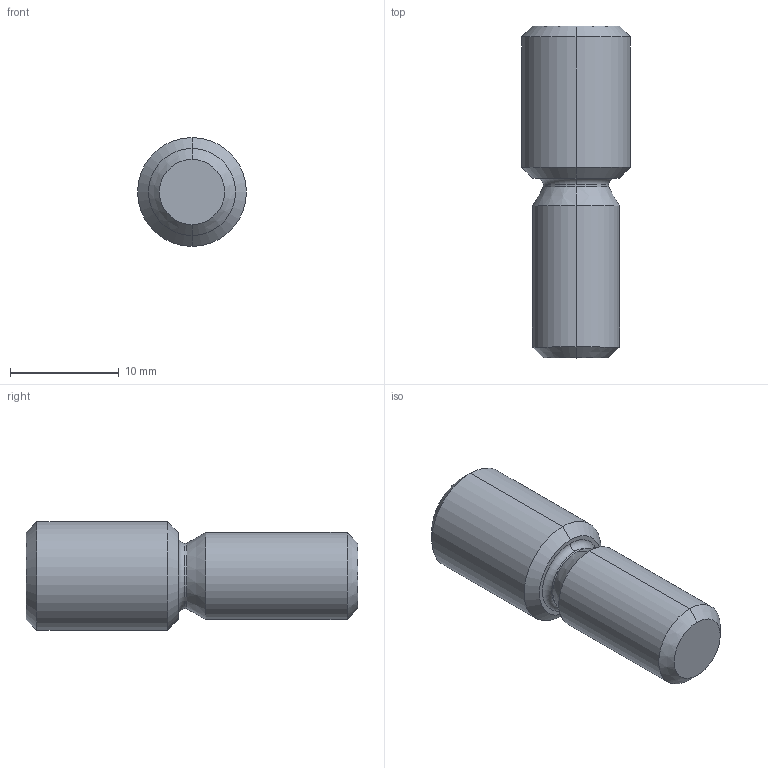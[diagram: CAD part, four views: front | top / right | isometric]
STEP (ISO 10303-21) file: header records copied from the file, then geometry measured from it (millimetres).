
FILE_DESCRIPTION (( 'STEP AP203' ), '1' );
FILE_NAME ('50235-240.step', '2020-07-02T07:42:04', ( '' ), ( '' ), 'SwSTEP 2.0', 'SolidWorks 2018', '' );
FILE_SCHEMA (( 'CONFIG_CONTROL_DESIGN' ));
Length unit declared in the file: millimetre
Products named in the file (1): 50235-240
Bounding box: 10 x 30.5 x 10 mm (x, y, z)
Volume: 1852.8 mm3; surface area: 971 mm2
Topology: 1 solids, 1 shells, 248 faces, 654 edges, 432 vertices
Faces by surface type: plane 124, bspline 108, cone 8, cylinder 6, torus 2
Entity records: 13685 total; most frequent: CARTESIAN_POINT 8195, ORIENTED_EDGE 1308, DIRECTION 742, EDGE_CURVE 654, VERTEX_POINT 432, LINE 416, VECTOR 416, EDGE_LOOP 272
